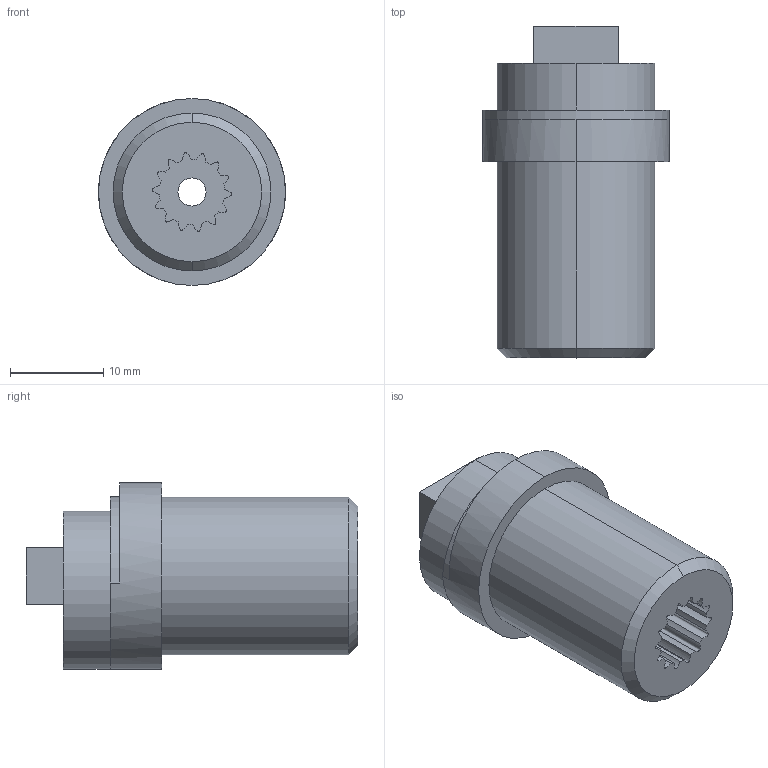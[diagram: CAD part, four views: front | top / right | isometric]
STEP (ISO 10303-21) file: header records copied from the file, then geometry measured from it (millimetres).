
FILE_DESCRIPTION (( 'STEP AP214' ), '1' );
FILE_NAME ('bottom centre falcon.STEP', '2024-11-10T20:17:31', ( '' ), ( '' ), 'SwSTEP 2.0', 'SolidWorks 2023', '' );
FILE_SCHEMA (( 'AUTOMOTIVE_DESIGN' ));
Length unit declared in the file: millimetre
Products named in the file (1): bottom centre falcon
Bounding box: 20 x 35.5 x 20 mm (x, y, z)
Volume: 6348.2 mm3; surface area: 3522.3 mm2
Topology: 1 solids, 1 shells, 51 faces, 133 edges, 88 vertices
Faces by surface type: cylinder 24, bspline 14, plane 11, cone 2
Entity records: 3262 total; most frequent: CARTESIAN_POINT 2023, ORIENTED_EDGE 266, DIRECTION 233, EDGE_CURVE 133, AXIS2_PLACEMENT_3D 90, VERTEX_POINT 88, EDGE_LOOP 57, LINE 53
